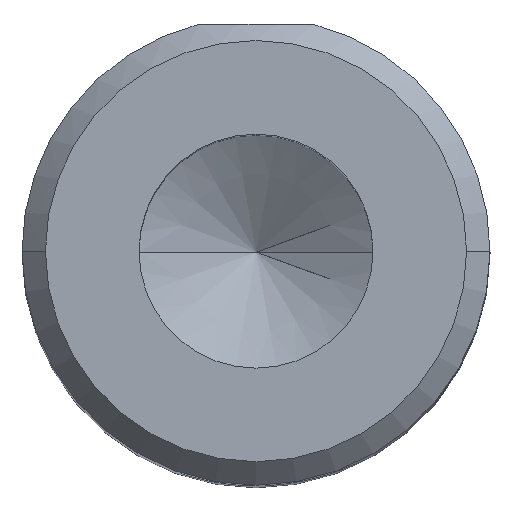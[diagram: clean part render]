
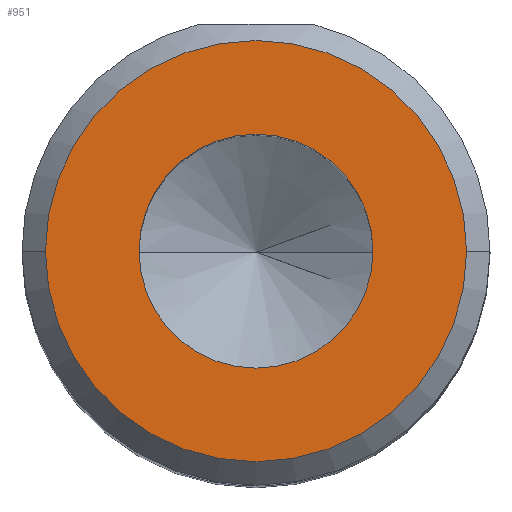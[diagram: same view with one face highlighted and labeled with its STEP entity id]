
A CAD part, top view. The second image highlights one B-rep face of the part: STEP entity #951.
In plain terms, the highlighted planar face has unit normal (0, 0, 1).
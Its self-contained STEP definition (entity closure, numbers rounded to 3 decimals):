
#79 = DIRECTION ( 'NONE',  ( 1., 0., 0. ) ) ;
#82 = EDGE_CURVE ( 'NONE', #146, #878, #1142, .T. ) ;
#121 = DIRECTION ( 'NONE',  ( 1., 0., 0. ) ) ;
#146 = VERTEX_POINT ( 'NONE', #898 ) ;
#151 = CARTESIAN_POINT ( 'NONE',  ( 0., 0., 17.5 ) ) ;
#203 = CIRCLE ( 'NONE', #333, 2.5 ) ;
#204 = EDGE_LOOP ( 'NONE', ( #1125, #663 ) ) ;
#241 = CIRCLE ( 'NONE', #718, 4.5 ) ;
#257 = AXIS2_PLACEMENT_3D ( 'NONE', #876, #322, #974 ) ;
#263 = EDGE_CURVE ( 'NONE', #795, #460, #466, .T. ) ;
#264 = PLANE ( 'NONE',  #829 ) ;
#322 = DIRECTION ( 'NONE',  ( 0., 0., 1. ) ) ;
#324 = DIRECTION ( 'NONE',  ( 0., 0., 1. ) ) ;
#333 = AXIS2_PLACEMENT_3D ( 'NONE', #1279, #703, #121 ) ;
#366 = DIRECTION ( 'NONE',  ( 1., 0., 0. ) ) ;
#412 = CARTESIAN_POINT ( 'NONE',  ( 4.5, 0., 17.5 ) ) ;
#460 = VERTEX_POINT ( 'NONE', #412 ) ;
#463 = ORIENTED_EDGE ( 'NONE', *, *, #735, .F. ) ;
#466 = CIRCLE ( 'NONE', #257, 4.5 ) ;
#557 = FACE_OUTER_BOUND ( 'NONE', #204, .T. ) ;
#615 = AXIS2_PLACEMENT_3D ( 'NONE', #1248, #670, #79 ) ;
#623 = CARTESIAN_POINT ( 'NONE',  ( -4.5, 0., 17.5 ) ) ;
#663 = ORIENTED_EDGE ( 'NONE', *, *, #685, .T. ) ;
#670 = DIRECTION ( 'NONE',  ( 0., 0., 1. ) ) ;
#685 = EDGE_CURVE ( 'NONE', #460, #795, #241, .T. ) ;
#703 = DIRECTION ( 'NONE',  ( 0., 0., 1. ) ) ;
#718 = AXIS2_PLACEMENT_3D ( 'NONE', #877, #324, #976 ) ;
#722 = CARTESIAN_POINT ( 'NONE',  ( -2.5, 0., 17.5 ) ) ;
#735 = EDGE_CURVE ( 'NONE', #878, #146, #203, .T. ) ;
#795 = VERTEX_POINT ( 'NONE', #623 ) ;
#823 = EDGE_LOOP ( 'NONE', ( #918, #463 ) ) ;
#829 = AXIS2_PLACEMENT_3D ( 'NONE', #151, #1013, #366 ) ;
#876 = CARTESIAN_POINT ( 'NONE',  ( 0., 0., 17.5 ) ) ;
#877 = CARTESIAN_POINT ( 'NONE',  ( 0., 0., 17.5 ) ) ;
#878 = VERTEX_POINT ( 'NONE', #722 ) ;
#898 = CARTESIAN_POINT ( 'NONE',  ( 2.5, 0., 17.5 ) ) ;
#918 = ORIENTED_EDGE ( 'NONE', *, *, #82, .F. ) ;
#951 = ADVANCED_FACE ( 'NONE', ( #557, #1021 ), #264, .T. ) ;
#974 = DIRECTION ( 'NONE',  ( 1., 0., 0. ) ) ;
#976 = DIRECTION ( 'NONE',  ( 1., 0., 0. ) ) ;
#1013 = DIRECTION ( 'NONE',  ( 0., 0., 1. ) ) ;
#1021 = FACE_BOUND ( 'NONE', #823, .T. ) ;
#1125 = ORIENTED_EDGE ( 'NONE', *, *, #263, .T. ) ;
#1142 = CIRCLE ( 'NONE', #615, 2.5 ) ;
#1248 = CARTESIAN_POINT ( 'NONE',  ( 0., 0., 17.5 ) ) ;
#1279 = CARTESIAN_POINT ( 'NONE',  ( 0., 0., 17.5 ) ) ;
